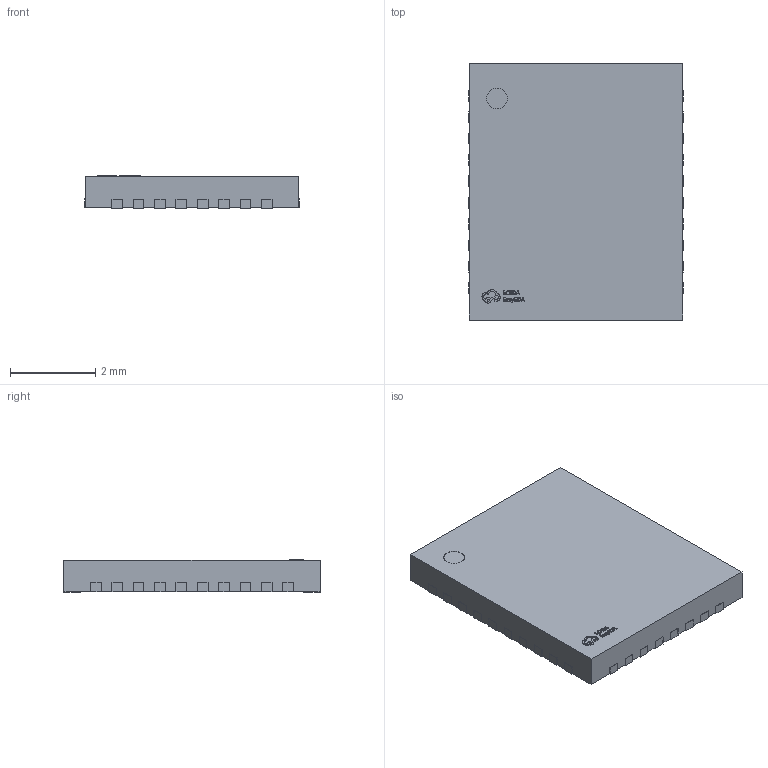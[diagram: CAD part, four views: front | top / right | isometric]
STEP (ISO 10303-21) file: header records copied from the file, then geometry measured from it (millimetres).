
FILE_DESCRIPTION (( 'STEP AP214' ), '1' );
FILE_NAME ('QFN-36_L6.0-W5.0-P0.50-BL-EP-1.STEP', '2023-06-15T06:30:03', ( 'PC' ), ( 'Microsoft' ), 'SwSTEP 2.0', 'SolidWorks 2020', '' );
FILE_SCHEMA (( 'AUTOMOTIVE_DESIGN' ));
Length unit declared in the file: millimetre
Products named in the file (1): QFN-36_L6.0-W5.0-P0.50-BL-EP-1
Bounding box: 5.02 x 6.02 x 0.76 mm (x, y, z)
Volume: 22.1 mm3; surface area: 77.2 mm2
Topology: 1 solids, 1 shells, 530 faces, 1521 edges, 1014 vertices
Faces by surface type: plane 355, bspline 98, cylinder 77
Entity records: 23595 total; most frequent: CARTESIAN_POINT 4372, ORIENTED_EDGE 3042, DIRECTION 2341, EDGE_CURVE 1521, LINE 1167, VECTOR 1167, VERTEX_POINT 1014, AXIS2_PLACEMENT_3D 587
